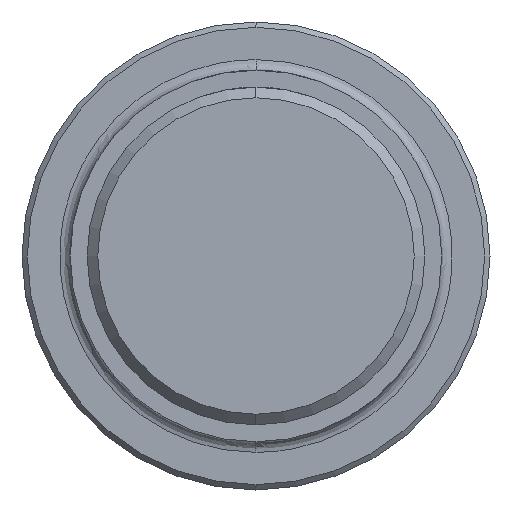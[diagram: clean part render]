
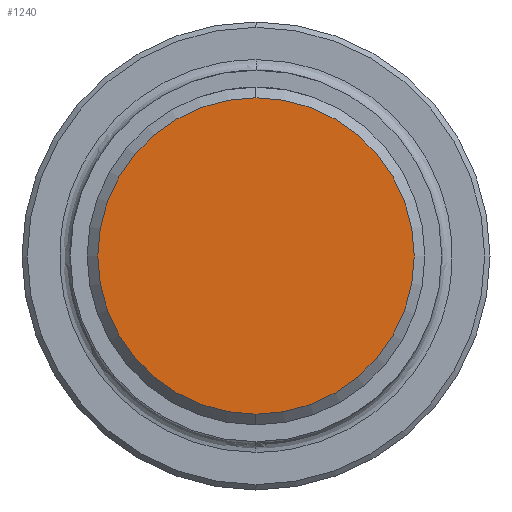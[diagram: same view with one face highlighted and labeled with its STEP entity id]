
A CAD part, left-side view. The second image highlights one B-rep face of the part: STEP entity #1240.
In plain terms, the highlighted planar face has unit normal (-1, 0, 0).
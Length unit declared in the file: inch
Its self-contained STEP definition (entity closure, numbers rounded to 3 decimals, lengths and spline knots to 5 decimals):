
#9 = VERTEX_POINT ( 'NONE', #1485 ) ;
#26 = AXIS2_PLACEMENT_3D ( 'NONE', #385, #1698, #2015 ) ;
#35 = EDGE_CURVE ( 'NONE', #1968, #9, #211, .T. ) ;
#79 = DIRECTION ( 'NONE',  ( 1., 0., 0. ) ) ;
#211 = CIRCLE ( 'NONE', #781, 0.58563 ) ;
#233 = CARTESIAN_POINT ( 'NONE',  ( -2.4978, 0., -0.58563 ) ) ;
#378 = CIRCLE ( 'NONE', #1211, 0.58563 ) ;
#385 = CARTESIAN_POINT ( 'NONE',  ( -2.4978, 0., 0. ) ) ;
#409 = DIRECTION ( 'NONE',  ( 1., 0., 0. ) ) ;
#473 = ORIENTED_EDGE ( 'NONE', *, *, #1169, .F. ) ;
#781 = AXIS2_PLACEMENT_3D ( 'NONE', #2006, #79, #1189 ) ;
#1130 = FACE_OUTER_BOUND ( 'NONE', #1298, .T. ) ;
#1169 = EDGE_CURVE ( 'NONE', #9, #1968, #378, .T. ) ;
#1189 = DIRECTION ( 'NONE',  ( 0., 0., -1. ) ) ;
#1211 = AXIS2_PLACEMENT_3D ( 'NONE', #1994, #409, #1537 ) ;
#1240 = ADVANCED_FACE ( 'NONE', ( #1130 ), #2031, .T. ) ;
#1298 = EDGE_LOOP ( 'NONE', ( #1819, #473 ) ) ;
#1485 = CARTESIAN_POINT ( 'NONE',  ( -2.4978, 0., 0.58563 ) ) ;
#1537 = DIRECTION ( 'NONE',  ( 0., 0., -1. ) ) ;
#1698 = DIRECTION ( 'NONE',  ( -1., 0., 0. ) ) ;
#1819 = ORIENTED_EDGE ( 'NONE', *, *, #35, .F. ) ;
#1968 = VERTEX_POINT ( 'NONE', #233 ) ;
#1994 = CARTESIAN_POINT ( 'NONE',  ( -2.4978, 0., 0. ) ) ;
#2006 = CARTESIAN_POINT ( 'NONE',  ( -2.4978, 0., 0. ) ) ;
#2015 = DIRECTION ( 'NONE',  ( 0., 0., 1. ) ) ;
#2031 = PLANE ( 'NONE',  #26 ) ;
